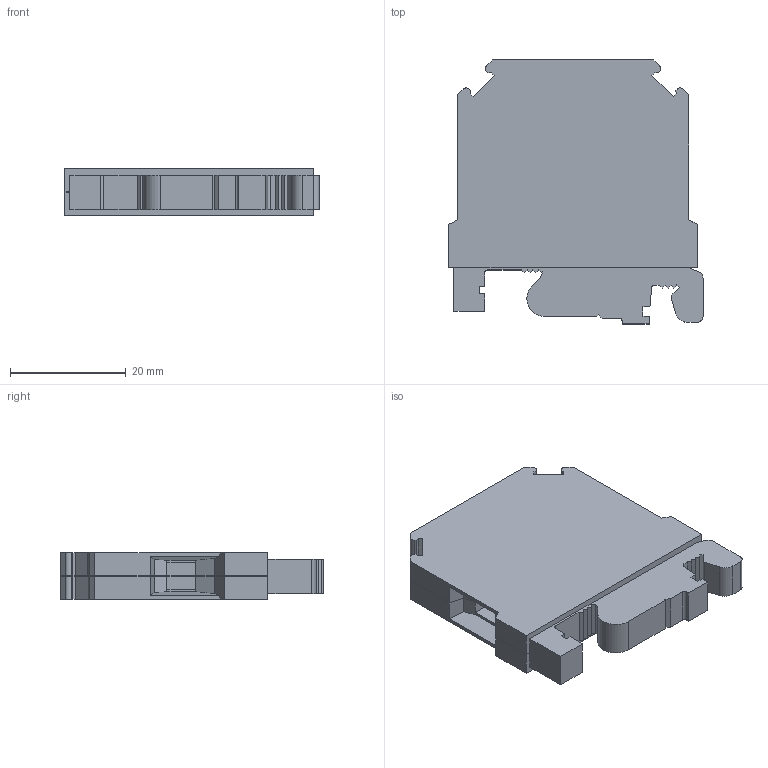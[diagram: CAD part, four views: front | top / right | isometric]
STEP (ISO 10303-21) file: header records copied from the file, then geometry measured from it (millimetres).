
FILE_DESCRIPTION(/* description */ ('Unknown'),/* implementation_level */ '2;1');
FILE_NAME(/* name */ 'ET6_GNYE_3D',/* time_stamp */ '2019-09-17T09:46:57+05:00',/* author */ ('Unknown'),/* organization */ ('Unknown'),/* preprocessor_version */ 'ST-DEVELOPER v16.7',/* originating_system */ 'DEX',/* authorisation */ $);
FILE_SCHEMA (('AUTOMOTIVE_DESIGN {1 0 10303 214 3 1 1}'));
Length unit declared in the file: millimetre
Products named in the file (1): ET6
Bounding box: 44 x 45.7 x 8.01 mm (x, y, z)
Volume: 12018.2 mm3; surface area: 7516.8 mm2
Topology: 1 solids, 1 shells, 256 faces, 752 edges, 498 vertices
Faces by surface type: plane 203, cylinder 41, cone 8, bspline 4
Entity records: 10343 total; most frequent: CARTESIAN_POINT 1653, ORIENTED_EDGE 1492, DIRECTION 1320, EDGE_CURVE 746, LINE 638, VECTOR 638, VERTEX_POINT 498, AXIS2_PLACEMENT_3D 341
